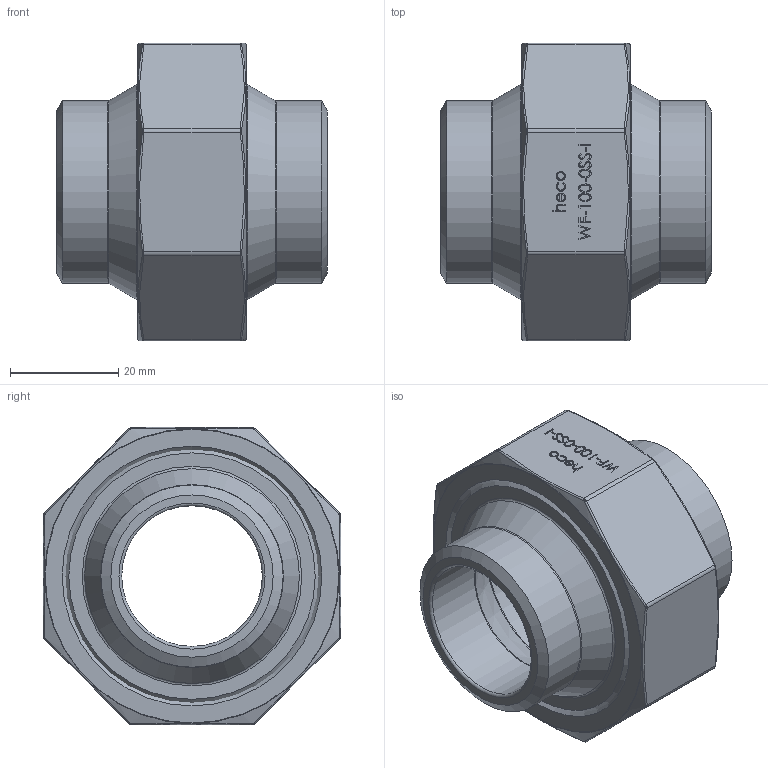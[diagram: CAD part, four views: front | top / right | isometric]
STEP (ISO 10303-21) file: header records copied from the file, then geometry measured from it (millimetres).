
FILE_DESCRIPTION (( 'STEP AP214' ), '1' );
FILE_NAME ('VK-100-0SS-I Verschraubung konisch 2202.STEP', '2022-02-03T13:44:05', ( '' ), ( '' ), 'SwSTEP 2.0', 'SolidWorks 2019', '' );
FILE_SCHEMA (( 'AUTOMOTIVE_DESIGN' ));
Length unit declared in the file: millimetre
Products named in the file (1): VK-100-0SS-I Verschraubung konisch 2202
Bounding box: 50 x 55 x 55.04 mm (x, y, z)
Volume: 44310.7 mm3; surface area: 22746 mm2
Topology: 3 solids, 3 shells, 284 faces, 698 edges, 447 vertices
Faces by surface type: bspline 124, plane 103, torus 25, cylinder 19, cone 13
Full cylindrical faces by diameter (mm): 26 x2, 33.7 x2, 34 x2, 42 x1, 42.5 x1, 45.5 x1, 45.84 x1, 48 x1
Entity records: 16966 total; most frequent: CARTESIAN_POINT 8195, ORIENTED_EDGE 1268, DIRECTION 800, EDGE_CURVE 634, VERTEX_POINT 432, EDGE_LOOP 366, FACE_OUTER_BOUND 320, VECTOR 294
